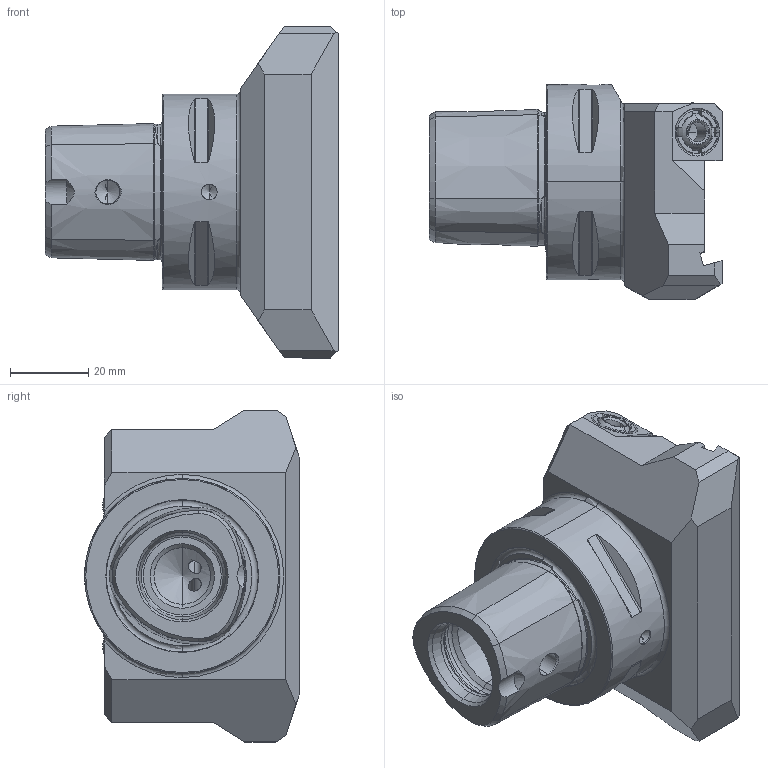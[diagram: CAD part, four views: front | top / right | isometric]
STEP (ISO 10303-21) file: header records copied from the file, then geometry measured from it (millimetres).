
FILE_DESCRIPTION (( 'STEP AP214' ), '1' );
FILE_NAME ('S5-.E2.N11.045-ECO.STEP', '2023-07-17T11:54:25', ( '' ), ( '' ), 'SwSTEP 2.0', 'SolidWorks 2017', '' );
FILE_SCHEMA (( 'AUTOMOTIVE_DESIGN' ));
Length unit declared in the file: millimetre
Products named in the file (11): DIN 3771 - 8x1.5; KU1-U12.003.010_B; DIN 3771 - 23x1_vorgespannt 28.5mm Nutl„nge; S5-.E2.N11.045-ECO; AE3-ER1.006.028_A; KU1-U12.002.010; AE3-ER1.011.014_A; PS5-AE2.N11.045-ECO_A; KVT_MB_600_060; KU1-U12.002.010_A; ISO 4026 - M4 x 4
Assembly tree (21 placements, depth 3):
  S5-.E2.N11.045-ECO
    PS5-AE2.N11.045-ECO_A
    AE3-ER1.006.028_A  x3
    AE3-ER1.011.014_A  x3
    KU1-U12.002.010  x2
      KU1-U12.003.010_B
      KU1-U12.002.010_A
      DIN 3771 - 8x1.5
    KVT_MB_600_060
    DIN 3771 - 23x1_vorgespannt 28.5mm Nutl„nge  x4
    ISO 4026 - M4 x 4  x4
Bounding box: 75.12 x 55 x 85 mm (x, y, z)
Volume: 126796.3 mm3; surface area: 35677.8 mm2
Topology: 23 solids, 23 shells, 756 faces, 1793 edges, 1064 vertices
Faces by surface type: plane 274, cylinder 210, cone 196, torus 63, sphere 10, bspline 3
Entity records: 16670 total; most frequent: CARTESIAN_POINT 4364, DIRECTION 2491, ORIENTED_EDGE 2348, EDGE_CURVE 1174, AXIS2_PLACEMENT_3D 944, VERTEX_POINT 717, VECTOR 603, LINE 603
